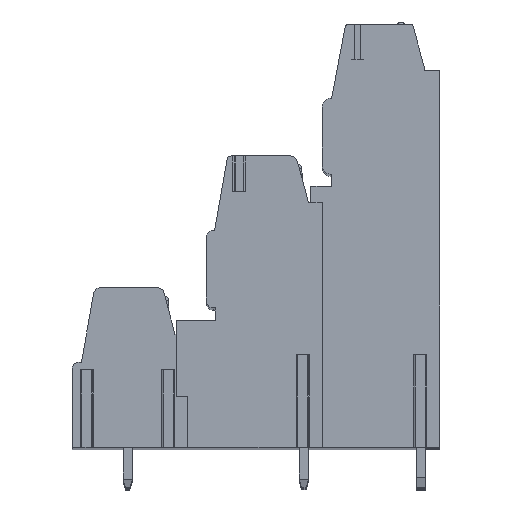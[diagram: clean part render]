
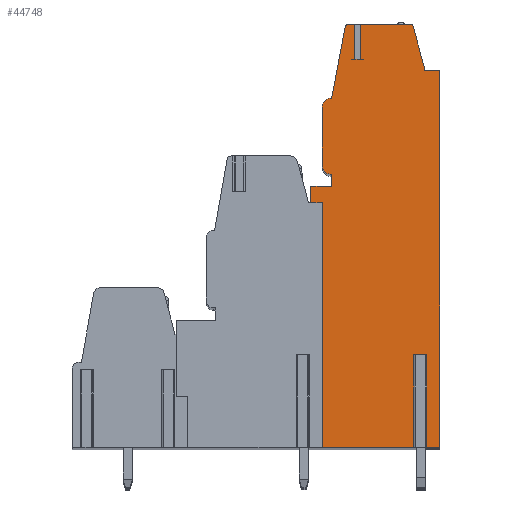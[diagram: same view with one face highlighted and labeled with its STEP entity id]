
A CAD part, top view. The second image highlights one B-rep face of the part: STEP entity #44748.
In plain terms, the highlighted planar face has unit normal (0, 0, 1).
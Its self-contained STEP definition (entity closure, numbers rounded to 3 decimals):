
#13=DIRECTION('',(0.,1.,0.));
#14=VECTOR('',#13,14.45);
#15=CARTESIAN_POINT('',(1.,-19.1,109.22));
#16=LINE('',#15,#14);
#17=DIRECTION('',(0.,-1.,0.));
#18=VECTOR('',#17,1.45);
#19=CARTESIAN_POINT('',(0.,3.5,109.22));
#20=LINE('',#19,#18);
#21=DIRECTION('',(-1.,0.,0.));
#22=VECTOR('',#21,1.8);
#23=CARTESIAN_POINT('',(1.8,3.5,109.22));
#24=LINE('',#23,#22);
#25=DIRECTION('',(0.,-1.,0.));
#26=VECTOR('',#25,1.);
#27=CARTESIAN_POINT('',(1.8,4.5,109.22));
#28=LINE('',#27,#26);
#29=CARTESIAN_POINT('',(1.8,5.3,109.22));
#30=DIRECTION('',(0.,0.,1.));
#31=DIRECTION('',(-1.,0.,0.));
#32=AXIS2_PLACEMENT_3D('',#29,#30,#31);
#34=DIRECTION('',(0.,-1.,0.));
#35=VECTOR('',#34,5.);
#36=CARTESIAN_POINT('',(1.,10.3,109.22));
#37=LINE('',#36,#35);
#38=CARTESIAN_POINT('',(1.8,10.3,109.22));
#39=DIRECTION('',(0.,0.,1.));
#40=DIRECTION('',(0.,1.,0.));
#41=AXIS2_PLACEMENT_3D('',#38,#39,#40);
#43=DIRECTION('',(-0.186,-0.983,0.));
#44=VECTOR('',#43,6.265);
#45=CARTESIAN_POINT('',(2.964,17.256,109.22));
#46=LINE('',#45,#44);
#47=CARTESIAN_POINT('',(3.259,17.2,109.22));
#48=DIRECTION('',(0.,0.,1.));
#49=DIRECTION('',(0.,1.,0.));
#50=AXIS2_PLACEMENT_3D('',#47,#48,#49);
#52=DIRECTION('',(-1.,0.,0.));
#53=VECTOR('',#52,0.551);
#54=CARTESIAN_POINT('',(3.81,17.5,109.22));
#55=LINE('',#54,#53);
#56=DIRECTION('',(0.,-1.,0.));
#57=VECTOR('',#56,3.05);
#58=CARTESIAN_POINT('',(3.81,17.5,109.22));
#59=LINE('',#58,#57);
#60=DIRECTION('',(1.,0.,0.));
#61=VECTOR('',#60,0.5);
#62=CARTESIAN_POINT('',(3.81,14.45,109.22));
#63=LINE('',#62,#61);
#64=DIRECTION('',(0.,-1.,0.));
#65=VECTOR('',#64,3.05);
#66=CARTESIAN_POINT('',(4.31,17.5,109.22));
#67=LINE('',#66,#65);
#68=DIRECTION('',(-1.,0.,0.));
#69=VECTOR('',#68,4.27);
#70=CARTESIAN_POINT('',(8.58,17.5,109.22));
#71=LINE('',#70,#69);
#72=CARTESIAN_POINT('',(8.58,17.2,109.22));
#73=DIRECTION('',(0.,0.,1.));
#74=DIRECTION('',(0.965,0.261,0.));
#75=AXIS2_PLACEMENT_3D('',#72,#73,#74);
#77=DIRECTION('',(-0.261,0.965,0.));
#78=VECTOR('',#77,3.539);
#79=CARTESIAN_POINT('',(9.792,13.861,109.22));
#80=LINE('',#79,#78);
#81=DIRECTION('',(-0.035,0.999,0.));
#82=VECTOR('',#81,0.361);
#83=CARTESIAN_POINT('',(9.805,13.5,109.22));
#84=LINE('',#83,#82);
#85=DIRECTION('',(-1.,0.,0.));
#86=VECTOR('',#85,1.355);
#87=CARTESIAN_POINT('',(11.16,13.5,109.22));
#88=LINE('',#87,#86);
#89=DIRECTION('',(0.,1.,0.));
#90=VECTOR('',#89,32.6);
#91=CARTESIAN_POINT('',(11.16,-19.1,109.22));
#92=LINE('',#91,#90);
#93=DIRECTION('',(1.,0.,0.));
#94=VECTOR('',#93,1.39);
#95=CARTESIAN_POINT('',(9.77,-19.1,109.22));
#96=LINE('',#95,#94);
#97=DIRECTION('',(0.,1.,0.));
#98=VECTOR('',#97,8.);
#99=CARTESIAN_POINT('',(9.77,-19.1,109.22));
#100=LINE('',#99,#98);
#101=DIRECTION('',(-1.,0.,0.));
#102=VECTOR('',#101,0.62);
#103=CARTESIAN_POINT('',(9.77,-11.1,109.22));
#104=LINE('',#103,#102);
#105=DIRECTION('',(0.,1.,0.));
#106=VECTOR('',#105,8.);
#107=CARTESIAN_POINT('',(9.15,-19.1,109.22));
#108=LINE('',#107,#106);
#109=DIRECTION('',(1.,0.,0.));
#110=VECTOR('',#109,8.15);
#111=CARTESIAN_POINT('',(1.,-19.1,109.22));
#112=LINE('',#111,#110);
#133=DIRECTION('',(-1.,0.,0.));
#134=VECTOR('',#133,1.195);
#135=CARTESIAN_POINT('',(1.,-4.65,109.22));
#136=LINE('',#135,#134);
#141=DIRECTION('',(-1.,0.,0.));
#142=VECTOR('',#141,0.195);
#143=CARTESIAN_POINT('',(0.,2.05,109.22));
#144=LINE('',#143,#142);
#1017=DIRECTION('',(0.,-1.,0.));
#1018=VECTOR('',#1017,6.7);
#1019=CARTESIAN_POINT('',(-0.195,2.05,109.22));
#1020=LINE('',#1019,#1018);
#35343=CARTESIAN_POINT('',(11.16,-19.1,109.22));
#35344=CARTESIAN_POINT('',(11.16,13.5,109.22));
#35345=VERTEX_POINT('',#35343);
#35346=VERTEX_POINT('',#35344);
#35347=CARTESIAN_POINT('',(9.805,13.5,109.22));
#35348=VERTEX_POINT('',#35347);
#35349=CARTESIAN_POINT('',(9.792,13.861,109.22));
#35350=VERTEX_POINT('',#35349);
#35351=CARTESIAN_POINT('',(8.87,17.278,109.22));
#35352=VERTEX_POINT('',#35351);
#35353=CARTESIAN_POINT('',(8.58,17.5,109.22));
#35354=VERTEX_POINT('',#35353);
#35355=CARTESIAN_POINT('',(3.259,17.5,109.22));
#35356=CARTESIAN_POINT('',(2.964,17.256,109.22));
#35357=VERTEX_POINT('',#35355);
#35358=VERTEX_POINT('',#35356);
#35359=CARTESIAN_POINT('',(1.8,11.1,109.22));
#35360=VERTEX_POINT('',#35359);
#35361=CARTESIAN_POINT('',(1.,10.3,109.22));
#35362=VERTEX_POINT('',#35361);
#35363=CARTESIAN_POINT('',(1.,5.3,109.22));
#35364=VERTEX_POINT('',#35363);
#35365=CARTESIAN_POINT('',(1.8,4.5,109.22));
#35366=VERTEX_POINT('',#35365);
#35367=CARTESIAN_POINT('',(1.8,3.5,109.22));
#35368=VERTEX_POINT('',#35367);
#35369=CARTESIAN_POINT('',(0.,3.5,109.22));
#35370=VERTEX_POINT('',#35369);
#35469=CARTESIAN_POINT('',(1.,-19.1,109.22));
#35470=VERTEX_POINT('',#35469);
#35495=CARTESIAN_POINT('',(9.77,-11.1,109.22));
#35496=CARTESIAN_POINT('',(9.15,-11.1,109.22));
#35497=VERTEX_POINT('',#35495);
#35498=VERTEX_POINT('',#35496);
#35499=CARTESIAN_POINT('',(9.77,-19.1,109.22));
#35500=VERTEX_POINT('',#35499);
#35501=CARTESIAN_POINT('',(9.15,-19.1,109.22));
#35502=VERTEX_POINT('',#35501);
#35539=CARTESIAN_POINT('',(3.81,14.45,109.22));
#35540=CARTESIAN_POINT('',(4.31,14.45,109.22));
#35541=VERTEX_POINT('',#35539);
#35542=VERTEX_POINT('',#35540);
#35543=CARTESIAN_POINT('',(4.31,17.5,109.22));
#35544=VERTEX_POINT('',#35543);
#35545=CARTESIAN_POINT('',(3.81,17.5,109.22));
#35546=VERTEX_POINT('',#35545);
#35923=CARTESIAN_POINT('',(-0.195,-4.65,109.22));
#35925=VERTEX_POINT('',#35923);
#35927=CARTESIAN_POINT('',(0.,2.05,109.22));
#35928=CARTESIAN_POINT('',(-0.195,2.05,109.22));
#35929=VERTEX_POINT('',#35927);
#35930=VERTEX_POINT('',#35928);
#35935=CARTESIAN_POINT('',(1.,-4.65,109.22));
#35937=VERTEX_POINT('',#35935);
#44687=CARTESIAN_POINT('',(0.,0.,109.22));
#44688=DIRECTION('',(0.,0.,1.));
#44689=DIRECTION('',(1.,0.,0.));
#44690=AXIS2_PLACEMENT_3D('',#44687,#44688,#44689);
#44691=PLANE('',#44690);
#44693=ORIENTED_EDGE('',*,*,#44692,.T.);
#44695=ORIENTED_EDGE('',*,*,#44694,.T.);
#44697=ORIENTED_EDGE('',*,*,#44696,.F.);
#44699=ORIENTED_EDGE('',*,*,#44698,.F.);
#44701=ORIENTED_EDGE('',*,*,#44700,.F.);
#44703=ORIENTED_EDGE('',*,*,#44702,.F.);
#44705=ORIENTED_EDGE('',*,*,#44704,.F.);
#44707=ORIENTED_EDGE('',*,*,#44706,.F.);
#44709=ORIENTED_EDGE('',*,*,#44708,.F.);
#44711=ORIENTED_EDGE('',*,*,#44710,.F.);
#44713=ORIENTED_EDGE('',*,*,#44712,.F.);
#44715=ORIENTED_EDGE('',*,*,#44714,.F.);
#44717=ORIENTED_EDGE('',*,*,#44716,.F.);
#44719=ORIENTED_EDGE('',*,*,#44718,.T.);
#44721=ORIENTED_EDGE('',*,*,#44720,.T.);
#44723=ORIENTED_EDGE('',*,*,#44722,.F.);
#44725=ORIENTED_EDGE('',*,*,#44724,.F.);
#44727=ORIENTED_EDGE('',*,*,#44726,.F.);
#44729=ORIENTED_EDGE('',*,*,#44728,.F.);
#44731=ORIENTED_EDGE('',*,*,#44730,.F.);
#44733=ORIENTED_EDGE('',*,*,#44732,.F.);
#44735=ORIENTED_EDGE('',*,*,#44734,.F.);
#44737=ORIENTED_EDGE('',*,*,#44736,.F.);
#44739=ORIENTED_EDGE('',*,*,#44738,.T.);
#44741=ORIENTED_EDGE('',*,*,#44740,.T.);
#44743=ORIENTED_EDGE('',*,*,#44742,.F.);
#44745=ORIENTED_EDGE('',*,*,#44744,.F.);
#44746=EDGE_LOOP('',(#44693,#44695,#44697,#44699,#44701,#44703,#44705,#44707,
#44709,#44711,#44713,#44715,#44717,#44719,#44721,#44723,#44725,#44727,#44729,
#44731,#44733,#44735,#44737,#44739,#44741,#44743,#44745));
#44747=FACE_OUTER_BOUND('',#44746,.F.);
#33=CIRCLE('',#32,0.8);
#42=CIRCLE('',#41,0.8);
#51=CIRCLE('',#50,0.3);
#76=CIRCLE('',#75,0.3);
#44692=EDGE_CURVE('',#35470,#35937,#16,.T.);
#44694=EDGE_CURVE('',#35937,#35925,#136,.T.);
#44696=EDGE_CURVE('',#35930,#35925,#1020,.T.);
#44698=EDGE_CURVE('',#35929,#35930,#144,.T.);
#44700=EDGE_CURVE('',#35370,#35929,#20,.T.);
#44702=EDGE_CURVE('',#35368,#35370,#24,.T.);
#44704=EDGE_CURVE('',#35366,#35368,#28,.T.);
#44706=EDGE_CURVE('',#35364,#35366,#33,.T.);
#44708=EDGE_CURVE('',#35362,#35364,#37,.T.);
#44710=EDGE_CURVE('',#35360,#35362,#42,.T.);
#44712=EDGE_CURVE('',#35358,#35360,#46,.T.);
#44714=EDGE_CURVE('',#35357,#35358,#51,.T.);
#44716=EDGE_CURVE('',#35546,#35357,#55,.T.);
#44718=EDGE_CURVE('',#35546,#35541,#59,.T.);
#44720=EDGE_CURVE('',#35541,#35542,#63,.T.);
#44722=EDGE_CURVE('',#35544,#35542,#67,.T.);
#44724=EDGE_CURVE('',#35354,#35544,#71,.T.);
#44726=EDGE_CURVE('',#35352,#35354,#76,.T.);
#44728=EDGE_CURVE('',#35350,#35352,#80,.T.);
#44730=EDGE_CURVE('',#35348,#35350,#84,.T.);
#44732=EDGE_CURVE('',#35346,#35348,#88,.T.);
#44734=EDGE_CURVE('',#35345,#35346,#92,.T.);
#44736=EDGE_CURVE('',#35500,#35345,#96,.T.);
#44738=EDGE_CURVE('',#35500,#35497,#100,.T.);
#44740=EDGE_CURVE('',#35497,#35498,#104,.T.);
#44742=EDGE_CURVE('',#35502,#35498,#108,.T.);
#44744=EDGE_CURVE('',#35470,#35502,#112,.T.);
#44748=ADVANCED_FACE('',(#44747),#44691,.T.);
